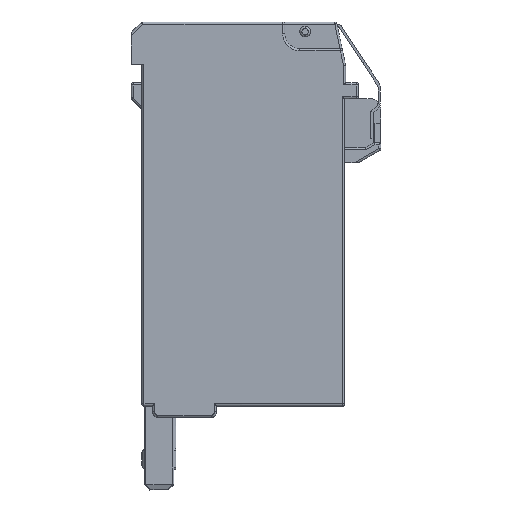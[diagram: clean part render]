
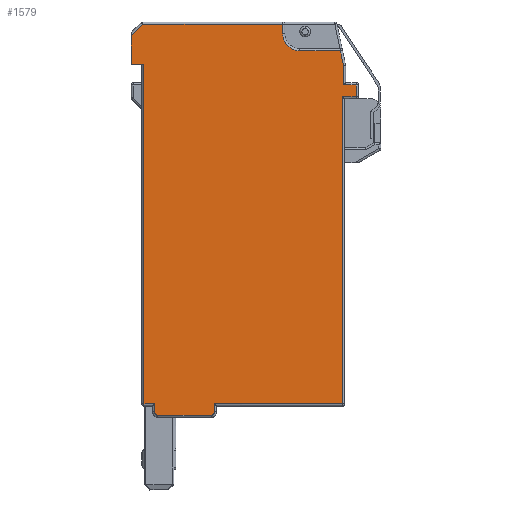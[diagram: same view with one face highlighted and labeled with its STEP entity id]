
A CAD part, left-side view. The second image highlights one B-rep face of the part: STEP entity #1579.
In plain terms, the highlighted planar face has unit normal (-1, 0, 0).
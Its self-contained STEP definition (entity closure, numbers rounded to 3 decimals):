
#1381=AXIS2_PLACEMENT_3D('Plane Axis2P3D',#1378,#1379,#1380) ;
#1399=AXIS2_PLACEMENT_3D('Circle Axis2P3D',#1397,#1398,$) ;
#433=CARTESIAN_POINT('Vertex',(0.,9.2,43.66)) ;
#440=CARTESIAN_POINT('Vertex',(0.,22.317,43.66)) ;
#443=CARTESIAN_POINT('Line Origine',(0.,22.326,43.66)) ;
#1378=CARTESIAN_POINT('Axis2P3D Location',(0.,22.4,43.86)) ;
#1383=CARTESIAN_POINT('Line Origine',(0.,22.859,43.119)) ;
#1387=CARTESIAN_POINT('Vertex',(0.,23.4,42.577)) ;
#1390=CARTESIAN_POINT('Line Origine',(0.,23.4,41.319)) ;
#1394=CARTESIAN_POINT('Vertex',(0.,23.4,40.06)) ;
#1397=CARTESIAN_POINT('Axis2P3D Location',(0.,23.2,40.06)) ;
#1401=CARTESIAN_POINT('Vertex',(0.,23.2,39.86)) ;
#1404=CARTESIAN_POINT('Line Origine',(0.,22.7,39.86)) ;
#1408=CARTESIAN_POINT('Vertex',(0.,22.2,39.86)) ;
#1411=CARTESIAN_POINT('Line Origine',(0.,22.2,23.96)) ;
#1415=CARTESIAN_POINT('Vertex',(0.,22.2,8.06)) ;
#1418=CARTESIAN_POINT('Line Origine',(0.,21.7,8.06)) ;
#1422=CARTESIAN_POINT('Vertex',(0.,21.2,8.06)) ;
#1425=CARTESIAN_POINT('Line Origine',(0.,21.2,7.685)) ;
#1429=CARTESIAN_POINT('Vertex',(0.,21.2,7.31)) ;
#1433=CARTESIAN_POINT('Control Point',(0.,20.9,7.01)) ;
#1434=CARTESIAN_POINT('Control Point',(0.,20.937,7.01)) ;
#1435=CARTESIAN_POINT('Control Point',(0.,20.975,7.016)) ;
#1436=CARTESIAN_POINT('Control Point',(0.,21.012,7.028)) ;
#1437=CARTESIAN_POINT('Control Point',(0.,21.08,7.063)) ;
#1438=CARTESIAN_POINT('Control Point',(0.,21.133,7.116)) ;
#1439=CARTESIAN_POINT('Control Point',(0.,21.157,7.148)) ;
#1440=CARTESIAN_POINT('Control Point',(0.,21.182,7.199)) ;
#1441=CARTESIAN_POINT('Control Point',(0.,21.196,7.254)) ;
#1442=CARTESIAN_POINT('Control Point',(0.,21.199,7.272)) ;
#1443=CARTESIAN_POINT('Control Point',(0.,21.2,7.291)) ;
#1444=CARTESIAN_POINT('Control Point',(0.,21.2,7.31)) ;
#1445=CARTESIAN_POINT('Vertex',(0.,20.9,7.01)) ;
#1448=CARTESIAN_POINT('Line Origine',(0.,18.4,7.01)) ;
#1452=CARTESIAN_POINT('Vertex',(0.,15.9,7.01)) ;
#1456=CARTESIAN_POINT('Control Point',(0.,15.6,7.31)) ;
#1457=CARTESIAN_POINT('Control Point',(0.,15.6,7.273)) ;
#1458=CARTESIAN_POINT('Control Point',(0.,15.606,7.235)) ;
#1459=CARTESIAN_POINT('Control Point',(0.,15.618,7.198)) ;
#1460=CARTESIAN_POINT('Control Point',(0.,15.653,7.13)) ;
#1461=CARTESIAN_POINT('Control Point',(0.,15.706,7.077)) ;
#1462=CARTESIAN_POINT('Control Point',(0.,15.738,7.053)) ;
#1463=CARTESIAN_POINT('Control Point',(0.,15.789,7.028)) ;
#1464=CARTESIAN_POINT('Control Point',(0.,15.844,7.014)) ;
#1465=CARTESIAN_POINT('Control Point',(0.,15.862,7.011)) ;
#1466=CARTESIAN_POINT('Control Point',(0.,15.881,7.01)) ;
#1467=CARTESIAN_POINT('Control Point',(0.,15.9,7.01)) ;
#1468=CARTESIAN_POINT('Vertex',(0.,15.6,7.31)) ;
#1471=CARTESIAN_POINT('Line Origine',(0.,15.6,7.685)) ;
#1475=CARTESIAN_POINT('Vertex',(0.,15.6,8.06)) ;
#1478=CARTESIAN_POINT('Line Origine',(0.,9.6,8.06)) ;
#1482=CARTESIAN_POINT('Vertex',(0.,3.6,8.06)) ;
#1485=CARTESIAN_POINT('Line Origine',(0.,3.6,22.46)) ;
#1489=CARTESIAN_POINT('Vertex',(0.,3.6,36.86)) ;
#1492=CARTESIAN_POINT('Line Origine',(0.,2.95,36.86)) ;
#1496=CARTESIAN_POINT('Vertex',(0.,2.3,36.86)) ;
#1499=CARTESIAN_POINT('Line Origine',(0.,2.3,37.41)) ;
#1503=CARTESIAN_POINT('Vertex',(0.,2.3,37.96)) ;
#1506=CARTESIAN_POINT('Line Origine',(0.,2.9,37.96)) ;
#1510=CARTESIAN_POINT('Vertex',(0.,3.5,37.96)) ;
#1513=CARTESIAN_POINT('Line Origine',(0.,3.5,38.86)) ;
#1517=CARTESIAN_POINT('Vertex',(0.,3.5,39.759)) ;
#1520=CARTESIAN_POINT('Line Origine',(0.,3.646,40.46)) ;
#1524=CARTESIAN_POINT('Vertex',(0.,3.792,41.16)) ;
#1527=CARTESIAN_POINT('Line Origine',(0.,5.696,41.16)) ;
#1531=CARTESIAN_POINT('Vertex',(0.,7.6,41.16)) ;
#1535=CARTESIAN_POINT('Control Point',(0.,7.6,41.16)) ;
#1536=CARTESIAN_POINT('Control Point',(0.,7.786,41.16)) ;
#1537=CARTESIAN_POINT('Control Point',(0.,7.972,41.187)) ;
#1538=CARTESIAN_POINT('Control Point',(0.,8.152,41.241)) ;
#1539=CARTESIAN_POINT('Control Point',(0.,8.493,41.4)) ;
#1540=CARTESIAN_POINT('Control Point',(0.,8.774,41.649)) ;
#1541=CARTESIAN_POINT('Control Point',(0.,8.895,41.793)) ;
#1542=CARTESIAN_POINT('Control Point',(0.,9.064,42.066)) ;
#1543=CARTESIAN_POINT('Control Point',(0.,9.16,42.369)) ;
#1544=CARTESIAN_POINT('Control Point',(0.,9.187,42.498)) ;
#1545=CARTESIAN_POINT('Control Point',(0.,9.2,42.629)) ;
#1546=CARTESIAN_POINT('Control Point',(0.,9.2,42.76)) ;
#1547=CARTESIAN_POINT('Vertex',(0.,9.2,42.76)) ;
#1550=CARTESIAN_POINT('Line Origine',(0.,9.2,43.21)) ;
#444=DIRECTION('Vector Direction',(0.,-1.,0.)) ;
#1379=DIRECTION('Axis2P3D Direction',(-1.,0.,0.)) ;
#1380=DIRECTION('Axis2P3D XDirection',(0.,-1.,0.)) ;
#1384=DIRECTION('Vector Direction',(0.,0.707,-0.707)) ;
#1391=DIRECTION('Vector Direction',(0.,0.,1.)) ;
#1398=DIRECTION('Axis2P3D Direction',(-1.,0.,0.)) ;
#1405=DIRECTION('Vector Direction',(0.,-1.,0.)) ;
#1412=DIRECTION('Vector Direction',(0.,0.,-1.)) ;
#1419=DIRECTION('Vector Direction',(0.,-1.,0.)) ;
#1426=DIRECTION('Vector Direction',(0.,0.,1.)) ;
#1449=DIRECTION('Vector Direction',(0.,1.,0.)) ;
#1472=DIRECTION('Vector Direction',(0.,0.,-1.)) ;
#1479=DIRECTION('Vector Direction',(0.,1.,0.)) ;
#1486=DIRECTION('Vector Direction',(0.,0.,-1.)) ;
#1493=DIRECTION('Vector Direction',(0.,-1.,0.)) ;
#1500=DIRECTION('Vector Direction',(0.,0.,1.)) ;
#1507=DIRECTION('Vector Direction',(0.,1.,0.)) ;
#1514=DIRECTION('Vector Direction',(0.,0.,1.)) ;
#1521=DIRECTION('Vector Direction',(0.,0.204,0.979)) ;
#1528=DIRECTION('Vector Direction',(0.,1.,0.)) ;
#1551=DIRECTION('Vector Direction',(0.,0.,1.)) ;
#445=VECTOR('Line Direction',#444,1.) ;
#1385=VECTOR('Line Direction',#1384,1.) ;
#1392=VECTOR('Line Direction',#1391,1.) ;
#1406=VECTOR('Line Direction',#1405,1.) ;
#1413=VECTOR('Line Direction',#1412,1.) ;
#1420=VECTOR('Line Direction',#1419,1.) ;
#1427=VECTOR('Line Direction',#1426,1.) ;
#1450=VECTOR('Line Direction',#1449,1.) ;
#1473=VECTOR('Line Direction',#1472,1.) ;
#1480=VECTOR('Line Direction',#1479,1.) ;
#1487=VECTOR('Line Direction',#1486,1.) ;
#1494=VECTOR('Line Direction',#1493,1.) ;
#1501=VECTOR('Line Direction',#1500,1.) ;
#1508=VECTOR('Line Direction',#1507,1.) ;
#1515=VECTOR('Line Direction',#1514,1.) ;
#1522=VECTOR('Line Direction',#1521,1.) ;
#1529=VECTOR('Line Direction',#1528,1.) ;
#1552=VECTOR('Line Direction',#1551,1.) ;
#1556=ORIENTED_EDGE('',*,*,#1389,.T.) ;
#1557=ORIENTED_EDGE('',*,*,#1396,.F.) ;
#1558=ORIENTED_EDGE('',*,*,#1403,.T.) ;
#1559=ORIENTED_EDGE('',*,*,#1410,.T.) ;
#1560=ORIENTED_EDGE('',*,*,#1417,.T.) ;
#1561=ORIENTED_EDGE('',*,*,#1424,.T.) ;
#1562=ORIENTED_EDGE('',*,*,#1431,.F.) ;
#1563=ORIENTED_EDGE('',*,*,#1447,.F.) ;
#1564=ORIENTED_EDGE('',*,*,#1454,.F.) ;
#1565=ORIENTED_EDGE('',*,*,#1470,.F.) ;
#1566=ORIENTED_EDGE('',*,*,#1477,.F.) ;
#1567=ORIENTED_EDGE('',*,*,#1484,.F.) ;
#1568=ORIENTED_EDGE('',*,*,#1491,.F.) ;
#1569=ORIENTED_EDGE('',*,*,#1498,.T.) ;
#1570=ORIENTED_EDGE('',*,*,#1505,.T.) ;
#1571=ORIENTED_EDGE('',*,*,#1512,.T.) ;
#1572=ORIENTED_EDGE('',*,*,#1519,.T.) ;
#1573=ORIENTED_EDGE('',*,*,#1526,.T.) ;
#1574=ORIENTED_EDGE('',*,*,#1533,.T.) ;
#1575=ORIENTED_EDGE('',*,*,#1549,.T.) ;
#1576=ORIENTED_EDGE('',*,*,#1554,.T.) ;
#1577=ORIENTED_EDGE('',*,*,#447,.F.) ;
#1579=ADVANCED_FACE('8808330000',(#1578),#1382,.T.) ;
#1432=B_SPLINE_CURVE_WITH_KNOTS('',5,(#1433,#1434,#1435,#1436,#1437,#1438,#1439,#1440,#1441,#1442,#1443,#1444),.UNSPECIFIED.,.F.,.U.,(6,3,3,6),(0.,0.264,0.529,0.662),.UNSPECIFIED.) ;
#1455=B_SPLINE_CURVE_WITH_KNOTS('',5,(#1456,#1457,#1458,#1459,#1460,#1461,#1462,#1463,#1464,#1465,#1466,#1467),.UNSPECIFIED.,.F.,.U.,(6,3,3,6),(0.,0.264,0.529,0.662),.UNSPECIFIED.) ;
#1534=B_SPLINE_CURVE_WITH_KNOTS('',5,(#1535,#1536,#1537,#1538,#1539,#1540,#1541,#1542,#1543,#1544,#1545,#1546),.UNSPECIFIED.,.F.,.U.,(6,3,3,6),(0.,1.315,2.629,3.554),.UNSPECIFIED.) ;
#1400=CIRCLE('generated circle',#1399,0.2) ;
#447=EDGE_CURVE('',#441,#434,#446,.T.) ;
#1389=EDGE_CURVE('',#441,#1388,#1386,.T.) ;
#1396=EDGE_CURVE('',#1395,#1388,#1393,.T.) ;
#1403=EDGE_CURVE('',#1395,#1402,#1400,.T.) ;
#1410=EDGE_CURVE('',#1402,#1409,#1407,.T.) ;
#1417=EDGE_CURVE('',#1409,#1416,#1414,.T.) ;
#1424=EDGE_CURVE('',#1416,#1423,#1421,.T.) ;
#1431=EDGE_CURVE('',#1430,#1423,#1428,.T.) ;
#1447=EDGE_CURVE('',#1446,#1430,#1432,.T.) ;
#1454=EDGE_CURVE('',#1453,#1446,#1451,.T.) ;
#1470=EDGE_CURVE('',#1469,#1453,#1455,.T.) ;
#1477=EDGE_CURVE('',#1476,#1469,#1474,.T.) ;
#1484=EDGE_CURVE('',#1483,#1476,#1481,.T.) ;
#1491=EDGE_CURVE('',#1490,#1483,#1488,.T.) ;
#1498=EDGE_CURVE('',#1490,#1497,#1495,.T.) ;
#1505=EDGE_CURVE('',#1497,#1504,#1502,.T.) ;
#1512=EDGE_CURVE('',#1504,#1511,#1509,.T.) ;
#1519=EDGE_CURVE('',#1511,#1518,#1516,.T.) ;
#1526=EDGE_CURVE('',#1518,#1525,#1523,.T.) ;
#1533=EDGE_CURVE('',#1525,#1532,#1530,.T.) ;
#1549=EDGE_CURVE('',#1532,#1548,#1534,.T.) ;
#1554=EDGE_CURVE('',#1548,#434,#1553,.T.) ;
#1555=EDGE_LOOP('',(#1556,#1557,#1558,#1559,#1560,#1561,#1562,#1563,#1564,#1565,#1566,#1567,#1568,#1569,#1570,#1571,#1572,#1573,#1574,#1575,#1576,#1577)) ;
#1578=FACE_OUTER_BOUND('',#1555,.T.) ;
#446=LINE('Line',#443,#445) ;
#1386=LINE('Line',#1383,#1385) ;
#1393=LINE('Line',#1390,#1392) ;
#1407=LINE('Line',#1404,#1406) ;
#1414=LINE('Line',#1411,#1413) ;
#1421=LINE('Line',#1418,#1420) ;
#1428=LINE('Line',#1425,#1427) ;
#1451=LINE('Line',#1448,#1450) ;
#1474=LINE('Line',#1471,#1473) ;
#1481=LINE('Line',#1478,#1480) ;
#1488=LINE('Line',#1485,#1487) ;
#1495=LINE('Line',#1492,#1494) ;
#1502=LINE('Line',#1499,#1501) ;
#1509=LINE('Line',#1506,#1508) ;
#1516=LINE('Line',#1513,#1515) ;
#1523=LINE('Line',#1520,#1522) ;
#1530=LINE('Line',#1527,#1529) ;
#1553=LINE('Line',#1550,#1552) ;
#1382=PLANE('',#1381) ;
#434=VERTEX_POINT('',#433) ;
#441=VERTEX_POINT('',#440) ;
#1388=VERTEX_POINT('',#1387) ;
#1395=VERTEX_POINT('',#1394) ;
#1402=VERTEX_POINT('',#1401) ;
#1409=VERTEX_POINT('',#1408) ;
#1416=VERTEX_POINT('',#1415) ;
#1423=VERTEX_POINT('',#1422) ;
#1430=VERTEX_POINT('',#1429) ;
#1446=VERTEX_POINT('',#1445) ;
#1453=VERTEX_POINT('',#1452) ;
#1469=VERTEX_POINT('',#1468) ;
#1476=VERTEX_POINT('',#1475) ;
#1483=VERTEX_POINT('',#1482) ;
#1490=VERTEX_POINT('',#1489) ;
#1497=VERTEX_POINT('',#1496) ;
#1504=VERTEX_POINT('',#1503) ;
#1511=VERTEX_POINT('',#1510) ;
#1518=VERTEX_POINT('',#1517) ;
#1525=VERTEX_POINT('',#1524) ;
#1532=VERTEX_POINT('',#1531) ;
#1548=VERTEX_POINT('',#1547) ;
